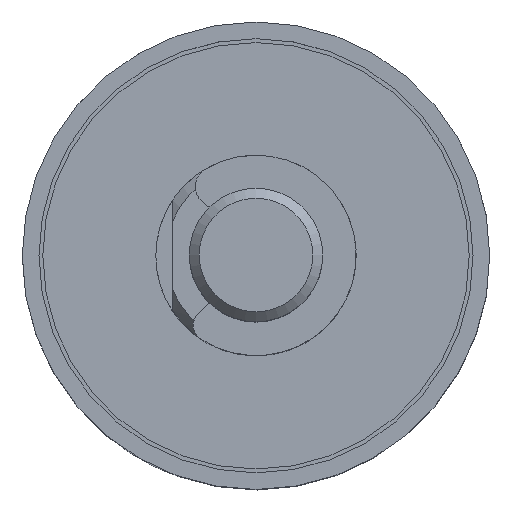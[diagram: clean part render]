
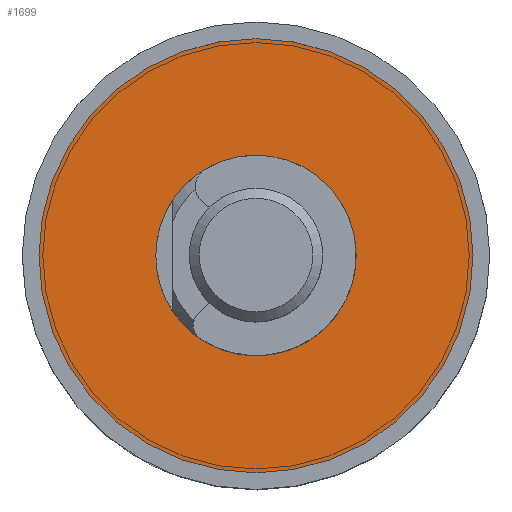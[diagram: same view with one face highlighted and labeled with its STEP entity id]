
A CAD part, top view. The second image highlights one B-rep face of the part: STEP entity #1699.
In plain terms, the highlighted planar face has unit normal (0, 0, 1).
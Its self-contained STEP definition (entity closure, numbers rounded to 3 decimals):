
#270 = EDGE_CURVE ( 'NONE', #477, #477, #9731, .T. ) ;
#477 = VERTEX_POINT ( 'NONE', #10019 ) ;
#1003 = ORIENTED_EDGE ( 'NONE', *, *, #270, .T. ) ;
#1297 = DIRECTION ( 'NONE',  ( 0., 0., 1. ) ) ;
#1322 = CARTESIAN_POINT ( 'NONE',  ( 0., 0., 0.5 ) ) ;
#1344 = PLANE ( 'NONE',  #3508 ) ;
#1370 = CARTESIAN_POINT ( 'NONE',  ( 3., 0., 0.5 ) ) ;
#1699 = ADVANCED_FACE ( 'NONE', ( #8713, #9950 ), #1344, .T. ) ;
#3508 = AXIS2_PLACEMENT_3D ( 'NONE', #1370, #9985, #9252 ) ;
#3671 = DIRECTION ( 'NONE',  ( -1., 0., 0. ) ) ;
#4163 = VERTEX_POINT ( 'NONE', #6275 ) ;
#4414 = DIRECTION ( 'NONE',  ( 0., 0., -1. ) ) ;
#5037 = AXIS2_PLACEMENT_3D ( 'NONE', #7624, #1297, #5358 ) ;
#5068 = CIRCLE ( 'NONE', #9141, 3. ) ;
#5358 = DIRECTION ( 'NONE',  ( 1., 0., 0. ) ) ;
#6275 = CARTESIAN_POINT ( 'NONE',  ( -3., 0., 0.5 ) ) ;
#7624 = CARTESIAN_POINT ( 'NONE',  ( 0., 0., 0.5 ) ) ;
#7926 = EDGE_LOOP ( 'NONE', ( #9437 ) ) ;
#8003 = EDGE_LOOP ( 'NONE', ( #1003 ) ) ;
#8690 = EDGE_CURVE ( 'NONE', #4163, #4163, #5068, .T. ) ;
#8713 = FACE_BOUND ( 'NONE', #7926, .T. ) ;
#9141 = AXIS2_PLACEMENT_3D ( 'NONE', #1322, #4414, #3671 ) ;
#9252 = DIRECTION ( 'NONE',  ( 1., 0., 0. ) ) ;
#9437 = ORIENTED_EDGE ( 'NONE', *, *, #8690, .T. ) ;
#9731 = CIRCLE ( 'NONE', #5037, 6.5 ) ;
#9950 = FACE_OUTER_BOUND ( 'NONE', #8003, .T. ) ;
#9985 = DIRECTION ( 'NONE',  ( 0., 0., 1. ) ) ;
#10019 = CARTESIAN_POINT ( 'NONE',  ( 6.5, 0., 0.5 ) ) ;
